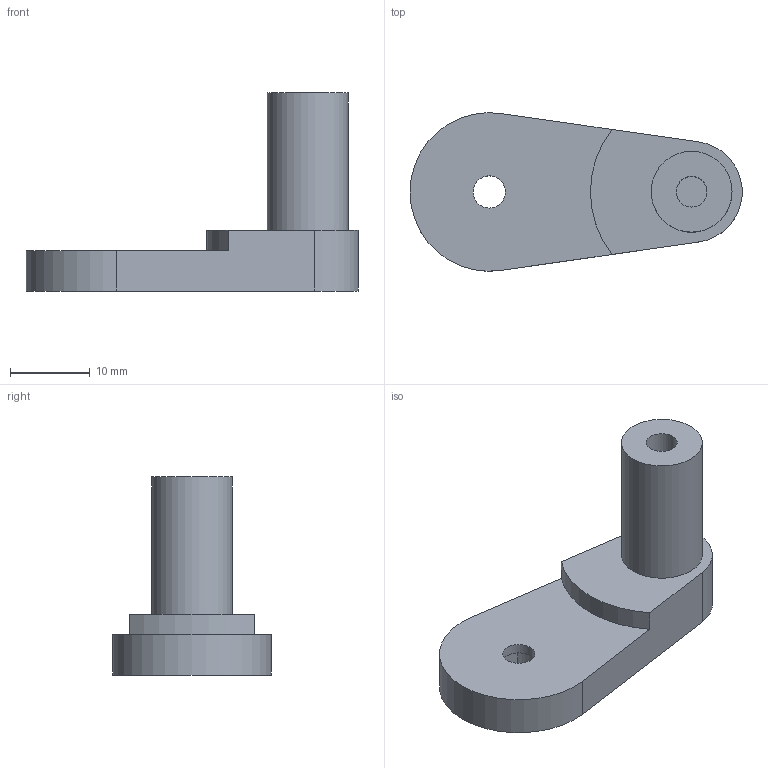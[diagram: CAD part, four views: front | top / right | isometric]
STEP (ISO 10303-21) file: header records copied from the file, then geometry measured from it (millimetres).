
FILE_DESCRIPTION(/* description */ (''),/* implementation_level */ '2;1');
FILE_NAME(/* name */ 'Motor Spinner2.stp',/* time_stamp */ '2025-05-18T22:23:55-04:00',/* author */ ('alexa'),/* organization */ (''),/* preprocessor_version */ 'ST-DEVELOPER v20',/* originating_system */ 'Autodesk Inventor 2025',/* authorisation */ '');
FILE_SCHEMA (('AUTOMOTIVE_DESIGN { 1 0 10303 214 3 1 1 }'));
Length unit declared in the file: inch
Products named in the file (1): Motor Spinner2
Bounding box: 41.68 x 19.91 x 24.87 mm (x, y, z)
Volume: 4899.4 mm3; surface area: 2788.5 mm2
Topology: 1 solids, 1 shells, 18 faces, 39 edges, 26 vertices
Faces by surface type: plane 10, cylinder 8
Full cylindrical faces by diameter (mm): 3.861 x1, 4.04 x1, 10.16 x1
Entity records: 548 total; most frequent: DIRECTION 93, CARTESIAN_POINT 84, ORIENTED_EDGE 78, EDGE_CURVE 39, AXIS2_PLACEMENT_3D 35, VERTEX_POINT 26, EDGE_LOOP 23, LINE 23
